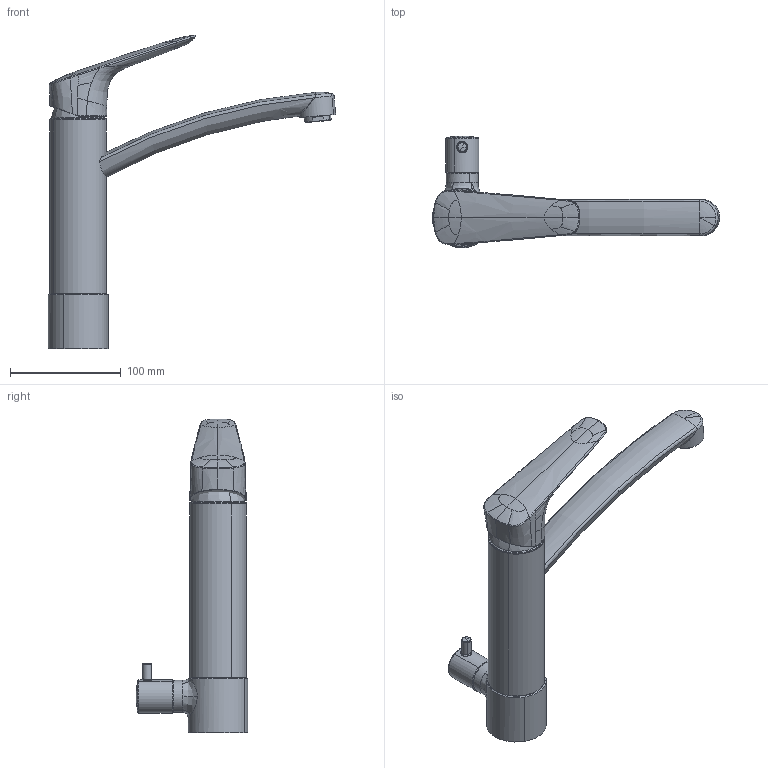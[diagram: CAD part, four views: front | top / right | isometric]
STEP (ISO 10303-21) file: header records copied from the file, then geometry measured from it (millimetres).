
FILE_DESCRIPTION(('CAx-IF Rec.Pracs.---Model Styling and Organization---1.2---2011-12-15','CAx-IF Rec.Pracs.---Geometric and Assembly Validation Properties---4.1---2014-06-16','CAx-IF Rec.Pracs.---PMI Polyline Presentation---2.0---2013-05-24'),'2;1');
FILE_NAME('1000124145_PPR_000.stp','2018-03-02T07:54:59+01:00',(''),(''),'STEP Interface 4.1 by CT CoreTechnologie','3D_Evolution4.1 by CT CoreTechnologie','');
FILE_SCHEMA(('AP203_CONFIGURATION_CONTROLLED_3D_DESIGN_OF_MECHANICAL_PARTS_AND_ASSEMBLIES_MIM_LF'));
Length unit declared in the file: millimetre
Products named in the file (14): P_2 HG Logis SPTM 220 SA GAV 1000124145_PPR_000_A0; P_2 Griff_M35_KHM_Focus_Square_Lowrider 1000099875_PPA_000_A0; P_2 Auslauf_KHM_Focus_E_Lowrider 1000085609_PPR_000_A0; P_2 EBD_Auslaufrohr_KHM_Focus_E 1000085610_PPA_000_A0; P_2 EBD_Auslaufbogen_KHM_Focus_E 1000085611_PPA_000_A0; P_2 EBD_Buchse_KHM_Focus_E 1000085612_PPA_000_A0; SR_STD_HC_A-air_hellblau_M24x1-m 1000092288_PPR_000_A0; Strahlreglerhuelse M24x1 1000000093_PPA_000_A0; SR_STD_HC_A-air_hellblau 1000092289_PPA_000_A0; Flachdichtung d15xD21,3 (EB-2,4) 1000029262_PPA_000_A1; P_2 KHM-Steckkappe fuer KS-Sockel M35 1000085614_PPA_000_A0; P_2 HG Griffstopfen 1000084524_PPA_000_A0; P_2 GK_KHM_GAV_Skandinavien 1000114931_PPA_000_A0; P_2 GAV_Griff 1000112257_PPA_000_A0
Assembly tree (13 placements, depth 3):
  P_2 HG Logis SPTM 220 SA GAV 1000124145_PPR_000_A0
    P_2 Griff_M35_KHM_Focus_Square_Lowrider 1000099875_PPA_000_A0
    P_2 Auslauf_KHM_Focus_E_Lowrider 1000085609_PPR_000_A0
      P_2 EBD_Auslaufrohr_KHM_Focus_E 1000085610_PPA_000_A0
      P_2 EBD_Auslaufbogen_KHM_Focus_E 1000085611_PPA_000_A0
      P_2 EBD_Buchse_KHM_Focus_E 1000085612_PPA_000_A0
    SR_STD_HC_A-air_hellblau_M24x1-m 1000092288_PPR_000_A0
      Strahlreglerhuelse M24x1 1000000093_PPA_000_A0
      SR_STD_HC_A-air_hellblau 1000092289_PPA_000_A0
      Flachdichtung d15xD21,3 (EB-2,4) 1000029262_PPA_000_A1
    P_2 KHM-Steckkappe fuer KS-Sockel M35 1000085614_PPA_000_A0
    P_2 HG Griffstopfen 1000084524_PPA_000_A0
    P_2 GK_KHM_GAV_Skandinavien 1000114931_PPA_000_A0
    P_2 GAV_Griff 1000112257_PPA_000_A0
Bounding box: 259.75 x 100.94 x 283.74 mm (x, y, z)
Volume: 717551.7 mm3; surface area: 101428.5 mm2
Topology: 12 solids, 12 shells, 4248 faces, 11373 edges, 7122 vertices
Faces by surface type: plane 3176, cylinder 854, bspline 218
Entity records: 206424 total; most frequent: CARTESIAN_POINT 57147, ORIENTED_EDGE 22716, DIRECTION 19409, EDGE_CURVE 11358, VECTOR 9785, LINE 9785, VERTEX_POINT 7122, EDGE_LOOP 5034
